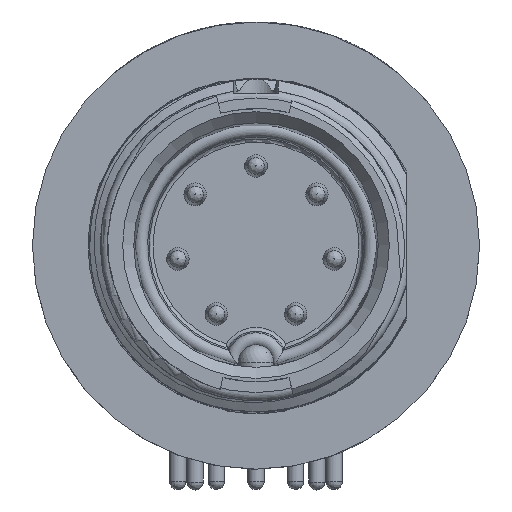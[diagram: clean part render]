
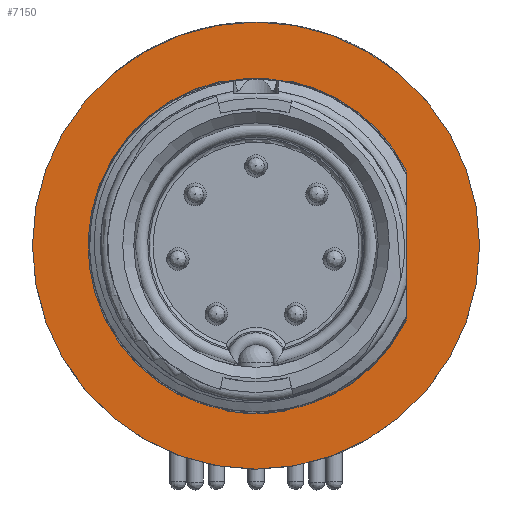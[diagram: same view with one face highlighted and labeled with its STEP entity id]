
A CAD part, top view. The second image highlights one B-rep face of the part: STEP entity #7150.
In plain terms, the highlighted planar face has unit normal (0, 0, 1).
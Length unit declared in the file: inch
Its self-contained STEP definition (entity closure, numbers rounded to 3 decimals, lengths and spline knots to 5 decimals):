
#189=PLANE('',#7813);
#256=FACE_BOUND('',#2345,.T.);
#599=LINE('',#24784,#1055);
#600=LINE('',#24797,#1056);
#601=LINE('',#24812,#1057);
#602=LINE('',#24825,#1058);
#604=LINE('',#24831,#1060);
#605=LINE('',#24833,#1061);
#606=LINE('',#24836,#1062);
#608=LINE('',#24856,#1064);
#609=LINE('',#24869,#1065);
#1055=VECTOR('',#9166,39.37008);
#1056=VECTOR('',#9169,39.37008);
#1057=VECTOR('',#9176,39.37008);
#1058=VECTOR('',#9179,39.37008);
#1060=VECTOR('',#9187,39.37008);
#1061=VECTOR('',#9190,39.37008);
#1062=VECTOR('',#9193,39.37008);
#1064=VECTOR('',#9201,39.37008);
#1065=VECTOR('',#9204,39.37008);
#1930=FACE_OUTER_BOUND('',#2344,.T.);
#2344=EDGE_LOOP('',(#6498,#6499));
#2345=EDGE_LOOP('',(#6500,#6501,#6502,#6503,#6504,#6505,#6506,#6507,#6508,
#6509,#6510,#6511,#6512,#6513,#6514,#6515));
#2565=CIRCLE('',#7420,0.3035);
#2567=CIRCLE('',#7422,0.3035);
#2569=CIRCLE('',#7424,0.3035);
#2573=CIRCLE('',#7429,0.406);
#2577=CIRCLE('',#7433,0.406);
#2754=CIRCLE('',#7737,0.305);
#2755=CIRCLE('',#7741,0.305);
#2756=CIRCLE('',#7746,0.305);
#2757=CIRCLE('',#7750,0.305);
#2986=VERTEX_POINT('',#11290);
#2990=VERTEX_POINT('',#11298);
#2991=VERTEX_POINT('',#11311);
#2996=VERTEX_POINT('',#11333);
#2997=VERTEX_POINT('',#11346);
#3002=VERTEX_POINT('',#11367);
#3003=VERTEX_POINT('',#11380);
#3007=VERTEX_POINT('',#11400);
#3010=VERTEX_POINT('',#11441);
#3011=VERTEX_POINT('',#11442);
#3462=VERTEX_POINT('',#24773);
#3463=VERTEX_POINT('',#24786);
#3464=VERTEX_POINT('',#24799);
#3465=VERTEX_POINT('',#24814);
#3466=VERTEX_POINT('',#24827);
#3467=VERTEX_POINT('',#24835);
#3468=VERTEX_POINT('',#24839);
#3469=VERTEX_POINT('',#24858);
#3769=EDGE_CURVE('',#2991,#2990,#2565,.T.);
#3775=EDGE_CURVE('',#2997,#2996,#2567,.T.);
#3781=EDGE_CURVE('',#3003,#3002,#2569,.T.);
#3789=EDGE_CURVE('',#3010,#3011,#2573,.T.);
#3796=EDGE_CURVE('',#3011,#3010,#2577,.T.);
#4380=EDGE_CURVE('',#2996,#3462,#599,.T.);
#4382=EDGE_CURVE('',#3463,#2997,#600,.T.);
#4383=EDGE_CURVE('',#3464,#3463,#2754,.T.);
#4385=EDGE_CURVE('',#3002,#3464,#601,.T.);
#4387=EDGE_CURVE('',#3465,#3003,#602,.T.);
#4389=EDGE_CURVE('',#3466,#3465,#2755,.T.);
#4390=EDGE_CURVE('',#3007,#3466,#604,.T.);
#4391=EDGE_CURVE('',#2986,#3007,#605,.T.);
#4392=EDGE_CURVE('',#3467,#2986,#606,.T.);
#4394=EDGE_CURVE('',#3468,#3467,#2756,.T.);
#4396=EDGE_CURVE('',#2990,#3468,#608,.T.);
#4398=EDGE_CURVE('',#3469,#2991,#609,.T.);
#4399=EDGE_CURVE('',#3462,#3469,#2757,.T.);
#6498=ORIENTED_EDGE('',*,*,#3789,.F.);
#6499=ORIENTED_EDGE('',*,*,#3796,.F.);
#6500=ORIENTED_EDGE('',*,*,#4399,.T.);
#6501=ORIENTED_EDGE('',*,*,#4398,.T.);
#6502=ORIENTED_EDGE('',*,*,#3769,.T.);
#6503=ORIENTED_EDGE('',*,*,#4396,.T.);
#6504=ORIENTED_EDGE('',*,*,#4394,.T.);
#6505=ORIENTED_EDGE('',*,*,#4392,.T.);
#6506=ORIENTED_EDGE('',*,*,#4391,.T.);
#6507=ORIENTED_EDGE('',*,*,#4390,.T.);
#6508=ORIENTED_EDGE('',*,*,#4389,.T.);
#6509=ORIENTED_EDGE('',*,*,#4387,.T.);
#6510=ORIENTED_EDGE('',*,*,#3781,.T.);
#6511=ORIENTED_EDGE('',*,*,#4385,.T.);
#6512=ORIENTED_EDGE('',*,*,#4383,.T.);
#6513=ORIENTED_EDGE('',*,*,#4382,.T.);
#6514=ORIENTED_EDGE('',*,*,#3775,.T.);
#6515=ORIENTED_EDGE('',*,*,#4380,.T.);
#7150=ADVANCED_FACE('',(#1930,#256),#189,.T.);
#7420=AXIS2_PLACEMENT_3D('',#11312,#8327,#8328);
#7422=AXIS2_PLACEMENT_3D('',#11347,#8333,#8334);
#7424=AXIS2_PLACEMENT_3D('',#11381,#8339,#8340);
#7429=AXIS2_PLACEMENT_3D('',#11443,#8351,#8352);
#7433=AXIS2_PLACEMENT_3D('',#11455,#8362,#8363);
#7737=AXIS2_PLACEMENT_3D('',#24800,#9172,#9173);
#7741=AXIS2_PLACEMENT_3D('',#24829,#9183,#9184);
#7746=AXIS2_PLACEMENT_3D('',#24840,#9197,#9198);
#7750=AXIS2_PLACEMENT_3D('',#24871,#9207,#9208);
#7813=AXIS2_PLACEMENT_3D('',#29724,#9451,#9452);
#8327=DIRECTION('center_axis',(0.,0.,-1.));
#8328=DIRECTION('ref_axis',(-1.,0.,0.));
#8333=DIRECTION('center_axis',(0.,0.,-1.));
#8334=DIRECTION('ref_axis',(-1.,0.,0.));
#8339=DIRECTION('center_axis',(0.,0.,-1.));
#8340=DIRECTION('ref_axis',(-1.,0.,0.));
#8351=DIRECTION('center_axis',(0.,0.,-1.));
#8352=DIRECTION('ref_axis',(1.,0.,0.));
#8362=DIRECTION('center_axis',(0.,0.,-1.));
#8363=DIRECTION('ref_axis',(1.,0.,0.));
#9166=DIRECTION('',(0.,-1.,0.));
#9169=DIRECTION('',(0.,1.,0.));
#9172=DIRECTION('center_axis',(0.,0.,-1.));
#9173=DIRECTION('ref_axis',(1.,0.,0.));
#9176=DIRECTION('',(0.,-1.,0.));
#9179=DIRECTION('',(0.,1.,0.));
#9183=DIRECTION('center_axis',(0.,0.,-1.));
#9184=DIRECTION('ref_axis',(1.,0.,0.));
#9187=DIRECTION('',(0.,-1.,0.));
#9190=DIRECTION('',(0.,-1.,0.));
#9193=DIRECTION('',(0.,-1.,0.));
#9197=DIRECTION('center_axis',(0.,0.,-1.));
#9198=DIRECTION('ref_axis',(1.,0.,0.));
#9201=DIRECTION('',(0.,1.,0.));
#9204=DIRECTION('',(0.,-1.,0.));
#9207=DIRECTION('center_axis',(0.,0.,-1.));
#9208=DIRECTION('ref_axis',(1.,0.,0.));
#9451=DIRECTION('center_axis',(0.,0.,
1.));
#9452=DIRECTION('ref_axis',(1.,0.,0.));
#11290=CARTESIAN_POINT('',(0.273,0.1326,0.));
#11298=CARTESIAN_POINT('',(0.063,0.29689,0.));
#11311=CARTESIAN_POINT('',(-0.063,0.29689,0.));
#11312=CARTESIAN_POINT('Origin',(0.,0.,0.));
#11333=CARTESIAN_POINT('',(-0.134,-0.27232,0.));
#11346=CARTESIAN_POINT('',(-0.055,-0.29847,0.));
#11347=CARTESIAN_POINT('Origin',(0.,0.,0.));
#11367=CARTESIAN_POINT('',(0.055,-0.29847,0.));
#11380=CARTESIAN_POINT('',(0.134,-0.27232,0.));
#11381=CARTESIAN_POINT('Origin',(0.,0.,0.));
#11400=CARTESIAN_POINT('',(0.273,-0.1326,0.));
#11441=CARTESIAN_POINT('',(0.406,0.,0.));
#11442=CARTESIAN_POINT('',(-0.406,0.,0.));
#11443=CARTESIAN_POINT('Origin',(0.,0.,
0.));
#11455=CARTESIAN_POINT('Origin',(0.,0.,
0.));
#24773=CARTESIAN_POINT('',(-0.134,-0.27399,0.));
#24784=CARTESIAN_POINT('',(-0.134,0.,0.));
#24786=CARTESIAN_POINT('',(-0.055,-0.3,0.));
#24797=CARTESIAN_POINT('',(-0.055,0.,0.));
#24799=CARTESIAN_POINT('',(0.055,-0.3,0.));
#24800=CARTESIAN_POINT('Origin',(0.,0.,0.));
#24812=CARTESIAN_POINT('',(0.055,0.,0.));
#24814=CARTESIAN_POINT('',(0.134,-0.27399,0.));
#24825=CARTESIAN_POINT('',(0.134,0.,0.));
#24827=CARTESIAN_POINT('',(0.273,-0.136,0.));
#24829=CARTESIAN_POINT('Origin',(0.,0.,0.));
#24831=CARTESIAN_POINT('',(0.273,0.,0.));
#24833=CARTESIAN_POINT('',(0.273,0.,0.));
#24835=CARTESIAN_POINT('',(0.273,0.136,0.));
#24836=CARTESIAN_POINT('',(0.273,0.,0.));
#24839=CARTESIAN_POINT('',(0.063,0.29842,0.));
#24840=CARTESIAN_POINT('Origin',(0.,0.,0.));
#24856=CARTESIAN_POINT('',(0.063,0.,0.));
#24858=CARTESIAN_POINT('',(-0.063,0.29842,0.));
#24869=CARTESIAN_POINT('',(-0.063,0.,0.));
#24871=CARTESIAN_POINT('Origin',(0.,0.,0.));
#29724=CARTESIAN_POINT('Origin',(-0.063,0.,0.));
